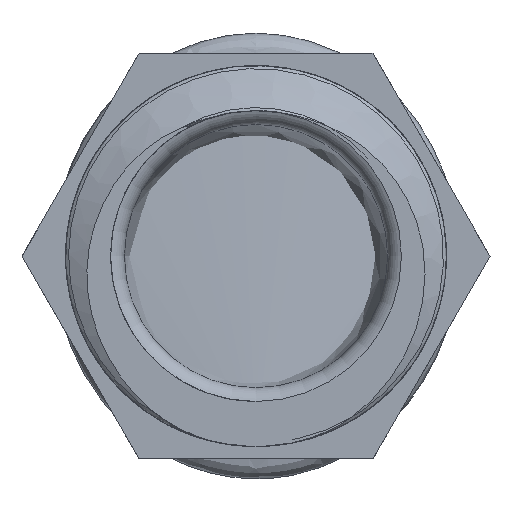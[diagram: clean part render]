
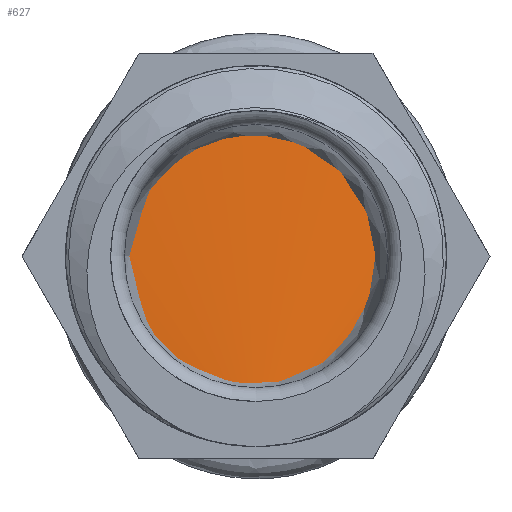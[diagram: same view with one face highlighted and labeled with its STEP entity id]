
A CAD part, front view. The second image highlights one B-rep face of the part: STEP entity #627.
In plain terms, the highlighted cylindrical face has radius 4.7 mm (diameter 9.4 mm), a full revolution.
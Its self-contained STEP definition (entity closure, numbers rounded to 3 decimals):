
#56=B_SPLINE_CURVE_WITH_KNOTS('',3,(#1560,#1561,#1562,#1563,#1564,#1565,
#1566,#1567,#1568,#1569,#1570,#1571,#1572,#1573,#1574,#1575,#1576),
 .UNSPECIFIED.,.F.,.F.,(4,1,1,1,1,1,1,1,1,1,1,1,1,1,4),(6.283,
6.524,7.023,7.523,8.022,8.522,
9.022,9.521,10.021,10.52,11.02,
11.519,12.019,12.519,12.566),
 .UNSPECIFIED.);
#109=FACE_OUTER_BOUND('',#148,.T.);
#148=EDGE_LOOP('',(#519,#520,#521));
#178=LINE('',#1302,#202);
#183=LINE('',#1559,#207);
#202=VECTOR('',#818,4.7);
#207=VECTOR('',#835,4.7);
#275=VERTEX_POINT('',#1300);
#276=VERTEX_POINT('',#1301);
#286=VERTEX_POINT('',#1558);
#355=EDGE_CURVE('',#275,#276,#178,.T.);
#370=EDGE_CURVE('',#286,#276,#183,.T.);
#371=EDGE_CURVE('',#286,#275,#56,.T.);
#519=ORIENTED_EDGE('',*,*,#355,.T.);
#520=ORIENTED_EDGE('',*,*,#370,.F.);
#521=ORIENTED_EDGE('',*,*,#371,.T.);
#599=CYLINDRICAL_SURFACE('',#706,4.7);
#627=ADVANCED_FACE('',(#109),#599,.T.);
#706=AXIS2_PLACEMENT_3D('',#1557,#833,#834);
#818=DIRECTION('',(0.,-1.,0.));
#833=DIRECTION('center_axis',(0.,-1.,0.));
#834=DIRECTION('ref_axis',(0.,0.,1.));
#835=DIRECTION('',(0.,1.,0.));
#1300=CARTESIAN_POINT('',(0.,-5.004,-4.7));
#1301=CARTESIAN_POINT('',(0.,-6.49,-4.7));
#1302=CARTESIAN_POINT('',(0.,-4.,-4.7));
#1557=CARTESIAN_POINT('Origin',(0.,-4.,0.));
#1558=CARTESIAN_POINT('',(0.,-6.505,-4.7));
#1559=CARTESIAN_POINT('',(0.,-4.,-4.7));
#1560=CARTESIAN_POINT('Ctrl Pts',(0.,-6.505,
-4.7));
#1561=CARTESIAN_POINT('Ctrl Pts',(-0.377,-6.486,
-4.7));
#1562=CARTESIAN_POINT('Ctrl Pts',(-1.537,-6.427,-4.562));
#1563=CARTESIAN_POINT('Ctrl Pts',(-3.305,-6.329,-3.618));
#1564=CARTESIAN_POINT('Ctrl Pts',(-4.634,-6.209,-1.593));
#1565=CARTESIAN_POINT('Ctrl Pts',(-4.831,-6.09,0.822));
#1566=CARTESIAN_POINT('Ctrl Pts',(-3.846,-5.97,3.035));
#1567=CARTESIAN_POINT('Ctrl Pts',(-1.922,-5.851,4.507));
#1568=CARTESIAN_POINT('Ctrl Pts',(0.472,-5.732,4.877));
#1569=CARTESIAN_POINT('Ctrl Pts',(2.751,-5.612,4.055));
#1570=CARTESIAN_POINT('Ctrl Pts',(4.357,-5.493,2.242));
#1571=CARTESIAN_POINT('Ctrl Pts',(4.899,-5.374,-0.119));
#1572=CARTESIAN_POINT('Ctrl Pts',(4.243,-5.254,-2.451));
#1573=CARTESIAN_POINT('Ctrl Pts',(2.55,-5.135,-4.184));
#1574=CARTESIAN_POINT('Ctrl Pts',(0.932,-5.051,-4.68));
#1575=CARTESIAN_POINT('Ctrl Pts',(0.075,-5.008,
-4.7));
#1576=CARTESIAN_POINT('Ctrl Pts',(0.,-5.004,
-4.7));
